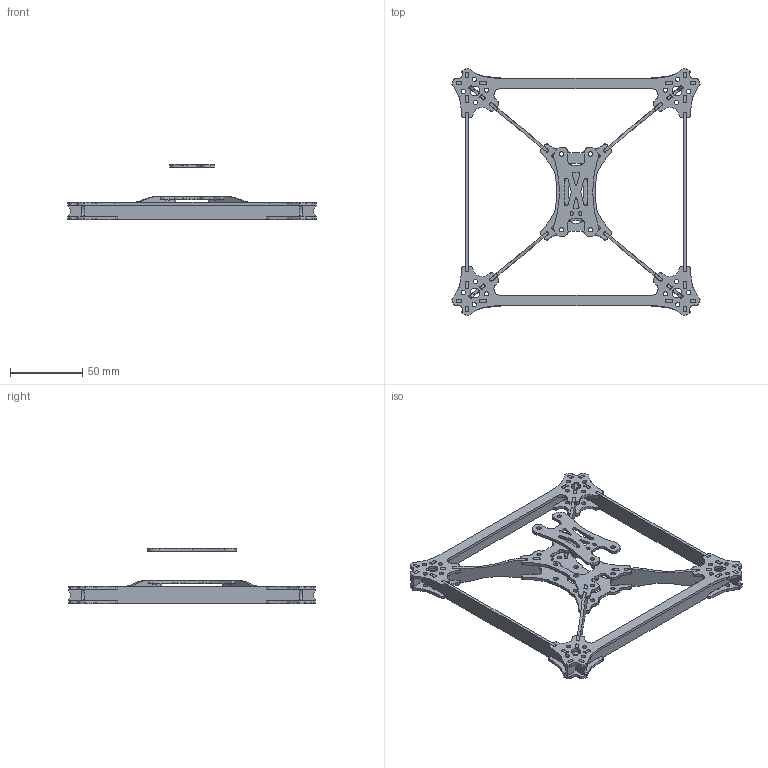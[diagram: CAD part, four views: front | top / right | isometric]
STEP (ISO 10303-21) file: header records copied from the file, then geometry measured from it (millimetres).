
FILE_DESCRIPTION(/* description */ (''),/* implementation_level */ '2;1');
FILE_NAME(/* name */ 'LP_v4_Assembly v3.step',/* time_stamp */ '2021-11-10T21:26:13-05:00',/* author */ (''),/* organization */ (''),/* preprocessor_version */ 'ST-DEVELOPER v18.1',/* originating_system */ 'Autodesk Translation Framework v10.10.0.1391',/* authorisation */ '');
FILE_SCHEMA (('AUTOMOTIVE_DESIGN { 1 0 10303 214 3 1 1 }'));
Products named in the file (1): LP_v1_Assembly
Bounding box: 171.68 x 170.74 x 38.59 mm (x, y, z)
Volume: 41300.6 mm3; surface area: 54287.4 mm2
Topology: 17 solids, 17 shells, 1902 faces, 5604 edges, 3736 vertices
Faces by surface type: cylinder 1020, plane 882
Full cylindrical faces by diameter (mm): 2.87 x4, 3 x48, 3.5 x4
Entity records: 64540 total; most frequent: DIRECTION 11450, CARTESIAN_POINT 11243, ORIENTED_EDGE 11208, EDGE_CURVE 5604, AXIS2_PLACEMENT_3D 3943, VERTEX_POINT 3736, LINE 3564, VECTOR 3564
